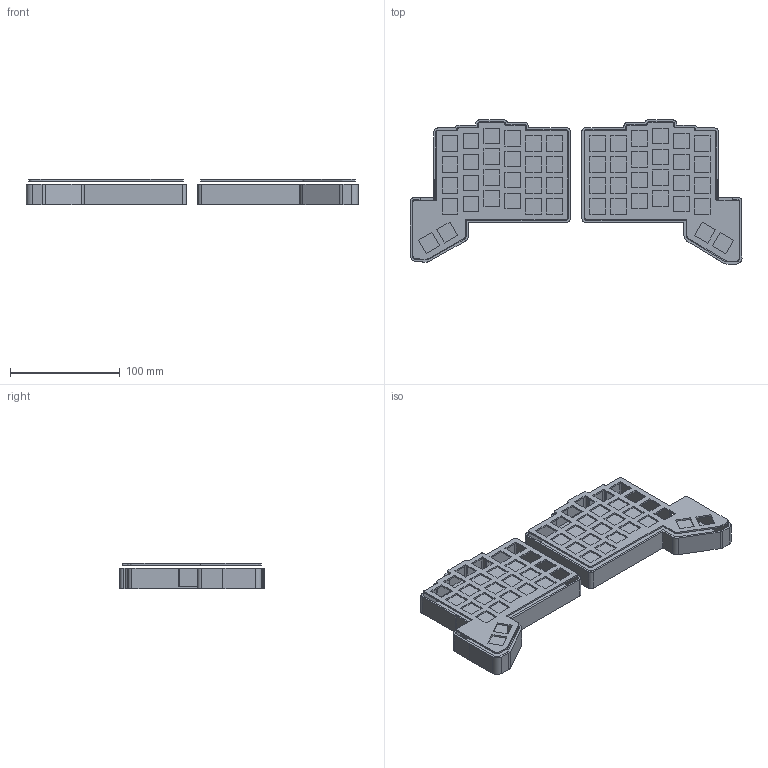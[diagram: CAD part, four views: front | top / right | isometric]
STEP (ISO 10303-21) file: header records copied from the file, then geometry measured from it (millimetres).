
FILE_DESCRIPTION(/* description */ (''),/* implementation_level */ '2;1');
FILE_NAME(/* name */ 'keyboard_case.step',/* time_stamp */ '2026-01-27T10:16:19-05:00',/* author */ (''),/* organization */ (''),/* preprocessor_version */ 'ST-DEVELOPER v20.1',/* originating_system */ 'Autodesk Translation Framework v14.21.0.0',/* authorisation */ '');
FILE_SCHEMA (('AUTOMOTIVE_DESIGN { 1 0 10303 214 3 1 1 }'));
Length unit declared in the file: millimetre
Products named in the file (1): 2026-01-19-19-41-55-497
Bounding box: 302.15 x 131.4 x 22.93 mm (x, y, z)
Volume: 104871.3 mm3; surface area: 120202.6 mm2
Topology: 4 solids, 4 shells, 433 faces, 1275 edges, 850 vertices
Faces by surface type: plane 335, cylinder 98
Entity records: 14552 total; most frequent: CARTESIAN_POINT 2559, ORIENTED_EDGE 2550, DIRECTION 2339, EDGE_CURVE 1275, LINE 1079, VECTOR 1079, VERTEX_POINT 850, AXIS2_PLACEMENT_3D 630
